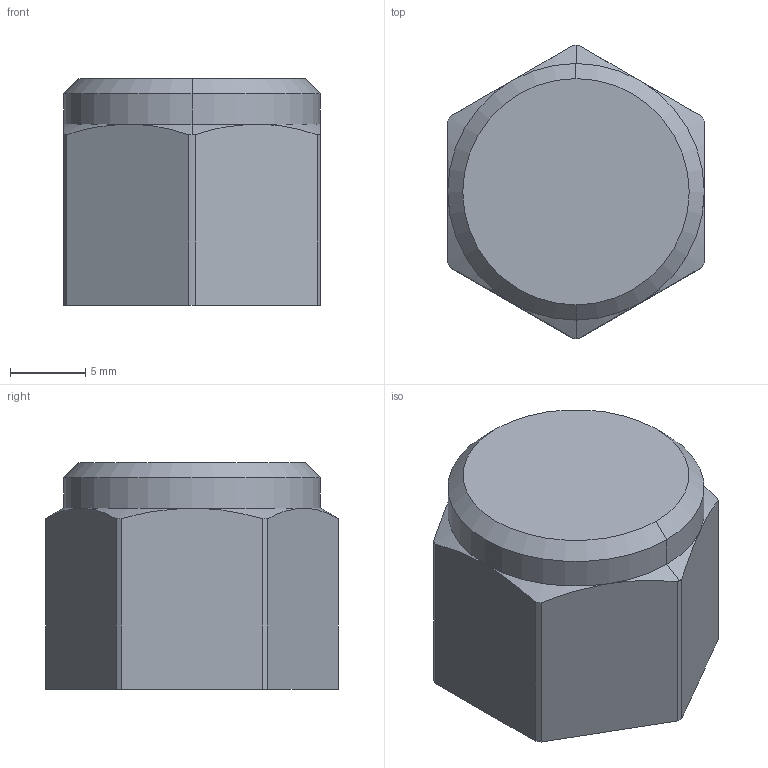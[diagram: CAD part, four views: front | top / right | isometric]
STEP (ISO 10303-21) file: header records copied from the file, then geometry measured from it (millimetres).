
FILE_DESCRIPTION(('STEP AP214'),'1');
FILE_NAME('HALDERN_EH_22690_0321.stp','2017-07-04T09:12:06',('TraceParts'),('TraceParts S.A.'),'Spatial InterOp 3D',' ',' ');
FILE_SCHEMA(('automotive_design'));
Length unit declared in the file: millimetre
Products named in the file (1): HALDERN_EH_22690_0321
Bounding box: 17 x 19.4 x 15 mm (x, y, z)
Volume: 3308.9 mm3; surface area: 1507.9 mm2
Topology: 1 solids, 1 shells, 26 faces, 64 edges, 39 vertices
Faces by surface type: cylinder 10, cone 8, plane 8
Entity records: 982 total; most frequent: CARTESIAN_POINT 140, DIRECTION 136, ORIENTED_EDGE 124, EDGE_CURVE 62, AXIS2_PLACEMENT_3D 53, VERTEX_POINT 39, LINE 30, VECTOR 30
